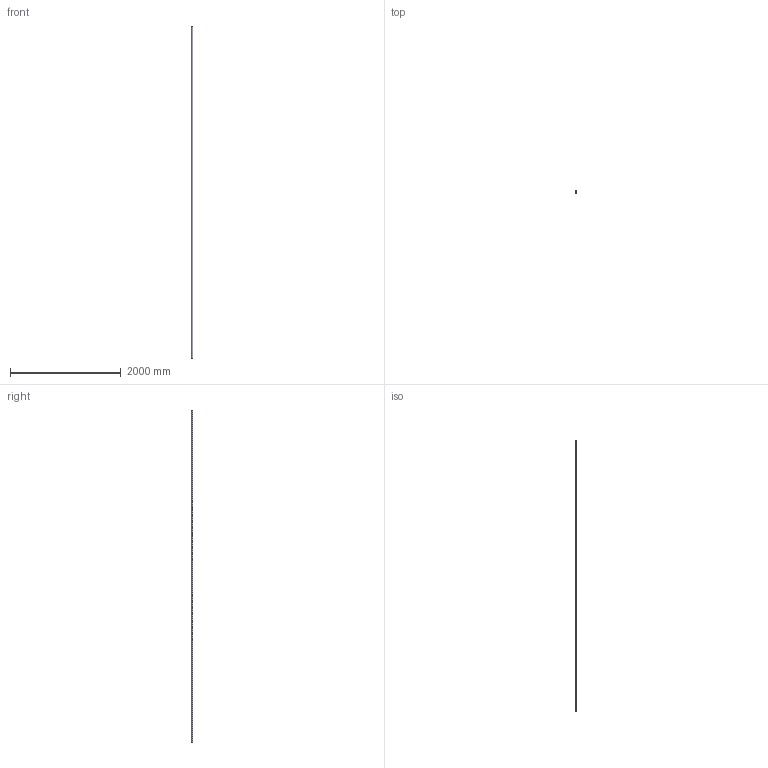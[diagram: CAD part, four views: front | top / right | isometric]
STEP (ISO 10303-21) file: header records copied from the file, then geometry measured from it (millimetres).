
FILE_DESCRIPTION (( 'STEP AP203' ), '1' );
FILE_NAME ('AL–D28õ3–À-6 Òðóáà àëþìèíèåâàÿ D28õ3 àíîäèðîâàííàÿ.STEP', '2023-09-12T10:52:33', ( '' ), ( '' ), 'SwSTEP 2.0', 'SolidWorks 2021', '' );
FILE_SCHEMA (( 'CONFIG_CONTROL_DESIGN' ));
Length unit declared in the file: millimetre
Products named in the file (1): AL–D28õ3–À-6 Òðóáà àëþìèíèåâàÿ D28õ3 àíîäèðîâàííàÿ
Bounding box: 28 x 28 x 6000 mm (x, y, z)
Volume: 1413716.7 mm3; surface area: 942949 mm2
Topology: 1 solids, 1 shells, 6 faces, 12 edges, 8 vertices
Faces by surface type: cylinder 4, plane 2
Entity records: 245 total; most frequent: DIRECTION 34, CARTESIAN_POINT 27, ORIENTED_EDGE 24, AXIS2_PLACEMENT_3D 15, EDGE_CURVE 12, CIRCLE 8, EDGE_LOOP 8, VERTEX_POINT 8
